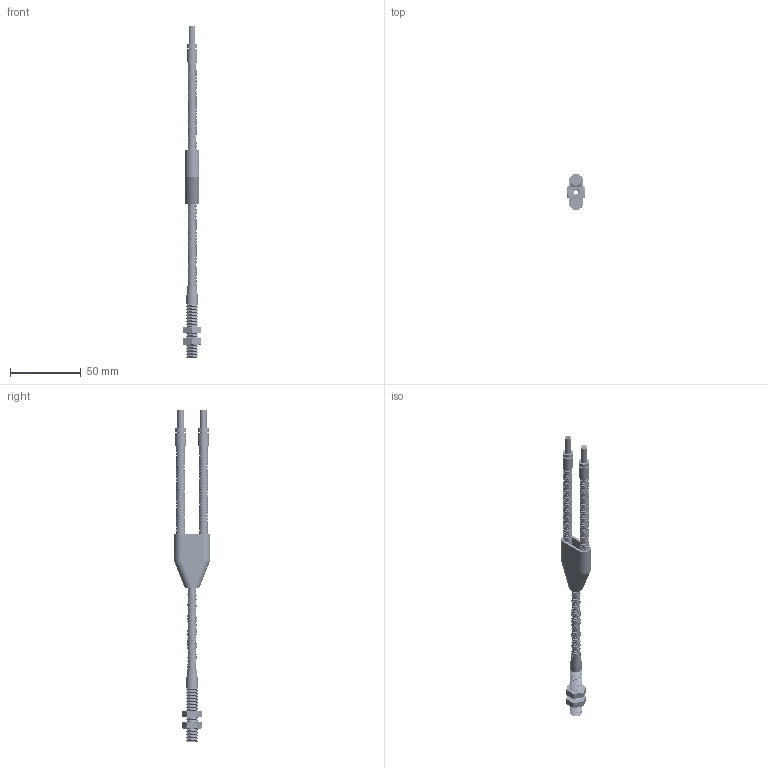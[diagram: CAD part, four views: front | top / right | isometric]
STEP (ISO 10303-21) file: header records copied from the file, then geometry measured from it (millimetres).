
FILE_DESCRIPTION((''),'2;1');
FILE_NAME('161908_ASM','2016-02-09T',('pdmadmin'),(''),'PRO/ENGINEER BY PARAMETRIC TECHNOLOGY CORPORATION, 2013230','PRO/ENGINEER BY PARAMETRIC TECHNOLOGY CORPORATION, 2013230','');
FILE_SCHEMA(('CONFIG_CONTROL_DESIGN'));
Length unit declared in the file: inch
Products named in the file (7): SHRINK_TUBE_3X-25_X_1-5; SS_TUBING_25; COLLAR_-50_X_-31; TERMINUS_-29; GFF_5-16X24_1-5_BRASS_INST; 39427; 161908_ASM
Assembly tree (10 placements, depth 2):
  161908_ASM
    SHRINK_TUBE_3X-25_X_1-5
    SS_TUBING_25  x3
    COLLAR_-50_X_-31
    TERMINUS_-29  x2
    GFF_5-16X24_1-5_BRASS_INST
    39427  x2
Bounding box: 12.74 x 25.4 x 233.86 mm (x, y, z)
Volume: 9401.3 mm3; surface area: 24549.6 mm2
Topology: 10 solids, 10 shells, 584 faces, 1313 edges, 755 vertices
Faces by surface type: bspline 344, cylinder 130, cone 58, plane 52
Entity records: 42683 total; most frequent: CARTESIAN_POINT 36513, ORIENTED_EDGE 1432, DIRECTION 880, EDGE_CURVE 716, VERTEX_POINT 429, B_SPLINE_CURVE_WITH_KNOTS 320, EDGE_LOOP 315, FACE_OUTER_BOUND 302
